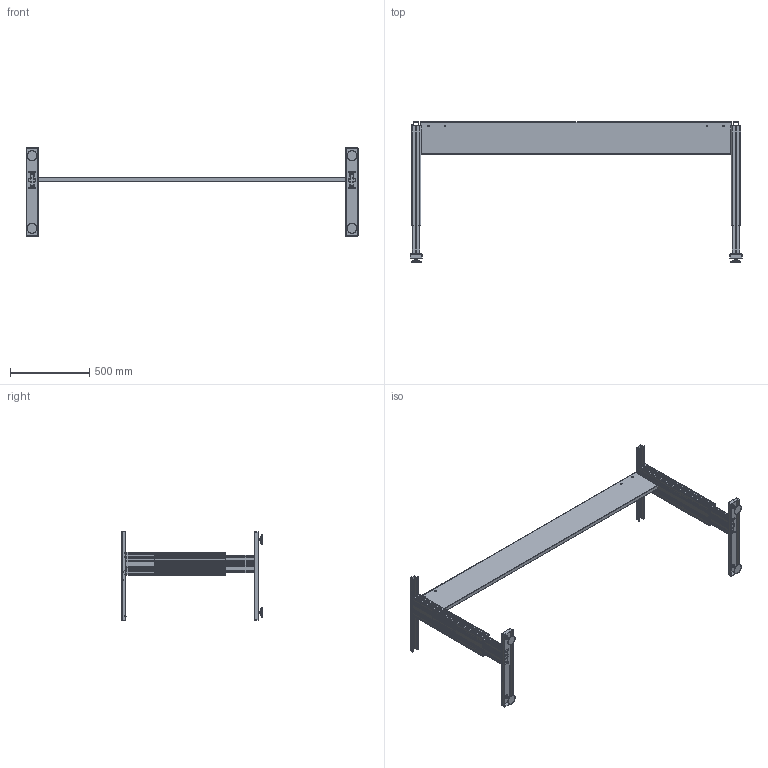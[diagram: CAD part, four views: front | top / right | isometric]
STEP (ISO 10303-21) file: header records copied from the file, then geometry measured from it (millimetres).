
FILE_DESCRIPTION (( 'STEP AP203' ), '1' );
FILE_NAME ('NXCF502284.STEP', '2024-03-05T22:08:33', ( '' ), ( '' ), 'SwSTEP 2.0', 'SolidWorks 2023', '' );
FILE_SCHEMA (( 'CONFIG_CONTROL_DESIGN' ));
Length unit declared in the file: inch
Products named in the file (14): pan cross head_ai_CR-PHMS 0.164-32x0.25x0.25-N; FOOT_22" FOOT; 90596A280_SteelRound-BaseWeldNut_90596A280; ARM_22; Formed Strut_FORMED-STRUT-84; socket button head cap screw_ai_SBHCSCREW 0.19-32x1.5-HX-N; Leveler; 2001 Outer -9 7-8-22_24.75; 2001 Inner -9 7-8-22_24.75; 2001-9 7-8-22_Open; NXCF502284; Leveler_2; 7661-6-B-2; FOOT ASSM_1009-22inch-FOOT ASSM
Assembly tree (29 placements, depth 4):
  NXCF502284
    2001-9 7-8-22_Open  x2
      2001 Inner -9 7-8-22_24.75
      2001 Outer -9 7-8-22_24.75
    FOOT ASSM_1009-22inch-FOOT ASSM  x2
      FOOT_22" FOOT
      7661-6-B-2
        Leveler
        Leveler_2
      90596A280_SteelRound-BaseWeldNut_90596A280
    Formed Strut_FORMED-STRUT-84
    ARM_22  x2
    socket button head cap screw_ai_SBHCSCREW 0.19-32x1.5-HX-N  x8
    pan cross head_ai_CR-PHMS 0.164-32x0.25x0.25-N  x5
Bounding box: 2090.42 x 882.65 x 558.8 mm (x, y, z)
Volume: 5259660.7 mm3; surface area: 4173854.8 mm2
Topology: 26 solids, 162 shells, 2017 faces, 5766 edges, 3940 vertices
Faces by surface type: cylinder 1062, plane 747, cone 88, torus 54, sphere 34, bspline 32
Entity records: 32834 total; most frequent: CARTESIAN_POINT 8210, DIRECTION 4961, ORIENTED_EDGE 4668, EDGE_CURVE 2404, AXIS2_PLACEMENT_3D 1830, VERTEX_POINT 1625, VECTOR 1301, LINE 1301
